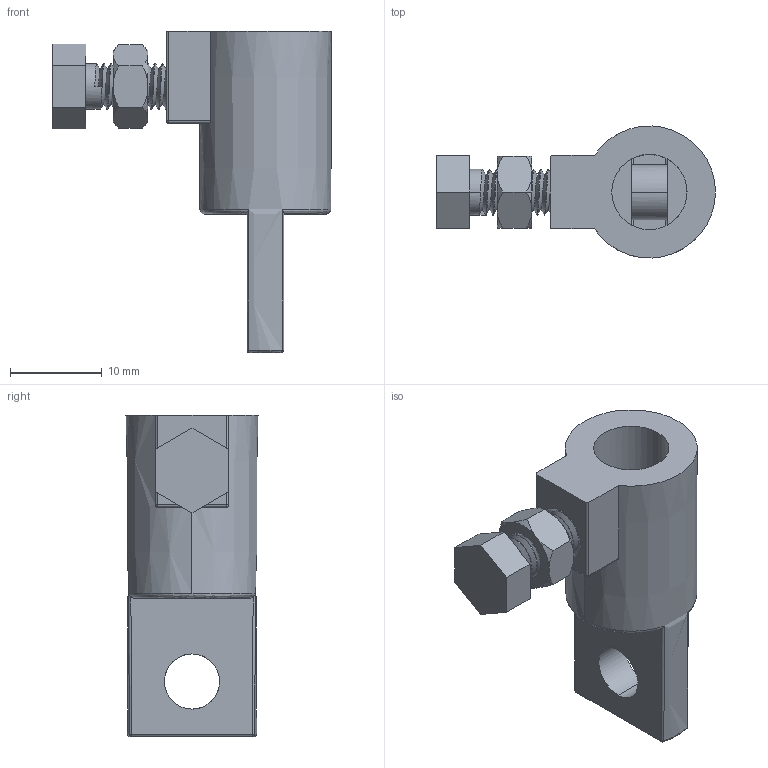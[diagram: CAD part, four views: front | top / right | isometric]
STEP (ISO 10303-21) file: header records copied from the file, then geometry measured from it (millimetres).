
FILE_DESCRIPTION (( 'STEP AP203' ), '1' );
FILE_NAME ('ICT01.1.1.STEP', '2022-07-20T12:08:28', ( '' ), ( '' ), 'SwSTEP 2.0', 'SolidWorks 2021', '' );
FILE_SCHEMA (( 'CONFIG_CONTROL_DESIGN' ));
Length unit declared in the file: millimetre
Products named in the file (1): ICT01.1.1
Bounding box: 30.4 x 14.39 x 35 mm (x, y, z)
Surface area: 2954 mm2 (no closed solid volume)
Topology: 0 solids, 3 shells, 103 faces, 289 edges, 187 vertices
Faces by surface type: cylinder 42, plane 27, cone 22, bspline 12
Entity records: 6388 total; most frequent: CARTESIAN_POINT 4017, ORIENTED_EDGE 555, DIRECTION 380, EDGE_CURVE 285, VERTEX_POINT 187, AXIS2_PLACEMENT_3D 142, EDGE_LOOP 110, FACE_OUTER_BOUND 103
